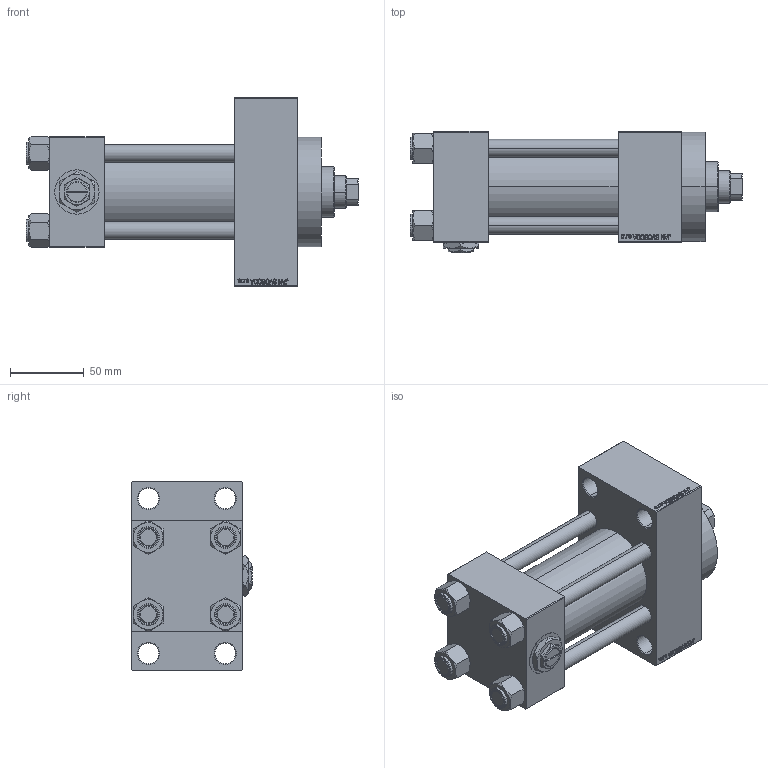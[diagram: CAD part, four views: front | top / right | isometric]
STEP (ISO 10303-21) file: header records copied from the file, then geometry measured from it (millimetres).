
FILE_DESCRIPTION (( 'STEP AP203' ), '1' );
FILE_NAME ('86bc.STEP', '2026-01-26T07:53:43', ( '' ), ( '' ), 'SwSTEP 2.0', 'SolidWorks 2019', '' );
FILE_SCHEMA (( 'CONFIG_CONTROL_DESIGN' ));
Length unit declared in the file: millimetre
Products named in the file (7): V215CD_VCP_D 47091ef5463063b1dbf80d87f61656a9; V215CD_D_Body 47091ef5463063b1dbf80d87f61656a9; 86bc; V215CD_NUT_M5_D 47091ef5463063b1dbf80d87f61656a9; V215CD_D_TYCINKA 47091ef5463063b1dbf80d87f61656a9; V215CD_VC_A 47091ef5463063b1dbf80d87f61656a9; Zatka_pro_OIL_PORT 47091ef5463063b1dbf80d87f61656a9
Assembly tree (12 placements, depth 2):
  86bc
    V215CD_D_Body 47091ef5463063b1dbf80d87f61656a9
    V215CD_VC_A 47091ef5463063b1dbf80d87f61656a9
    V215CD_VCP_D 47091ef5463063b1dbf80d87f61656a9
    V215CD_D_TYCINKA 47091ef5463063b1dbf80d87f61656a9  x4
    V215CD_NUT_M5_D 47091ef5463063b1dbf80d87f61656a9  x4
    Zatka_pro_OIL_PORT 47091ef5463063b1dbf80d87f61656a9
Bounding box: 225 x 82 x 128 mm (x, y, z)
Volume: 849266.5 mm3; surface area: 182994.5 mm2
Topology: 12 solids, 12 shells, 1146 faces, 2848 edges, 1839 vertices
Faces by surface type: plane 519, bspline 368, cone 162, cylinder 89, torus 8
Entity records: 48677 total; most frequent: CARTESIAN_POINT 25531, ORIENTED_EDGE 5188, DIRECTION 3362, EDGE_CURVE 2594, VERTEX_POINT 1695, LINE 1538, VECTOR 1538, EDGE_LOOP 1159
